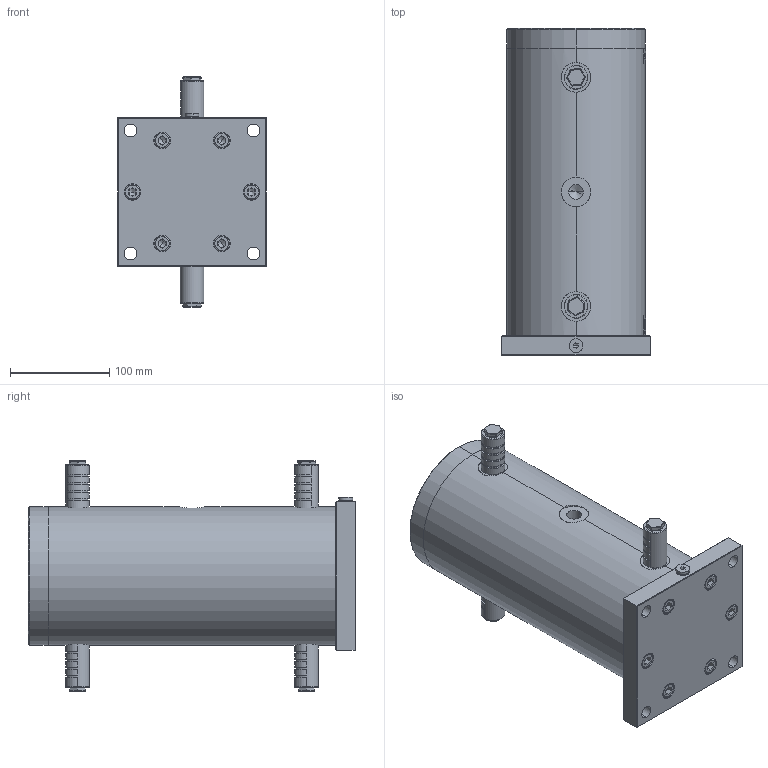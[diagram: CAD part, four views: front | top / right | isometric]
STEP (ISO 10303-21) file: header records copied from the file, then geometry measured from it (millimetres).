
FILE_DESCRIPTION (( 'STEP AP214' ), '1' );
FILE_NAME ('NTS 21-04 Kolbenvibrator #03516000.STEP', '2022-02-11T10:47:41', ( '' ), ( '' ), 'SwSTEP 2.0', 'SolidWorks 2015', '' );
FILE_SCHEMA (( 'AUTOMOTIVE_DESIGN' ));
Length unit declared in the file: millimetre
Products named in the file (1): NTS 21-04 Kolbenvibrator #03516000
Bounding box: 150 x 330 x 232 mm (x, y, z)
Volume: 5271397.9 mm3; surface area: 328837.6 mm2
Topology: 23 solids, 23 shells, 973 faces, 2807 edges, 1964 vertices
Faces by surface type: cylinder 399, plane 342, cone 106, torus 94, sphere 32
Entity records: 42820 total; most frequent: CARTESIAN_POINT 15686, ORIENTED_EDGE 5462, DIRECTION 5140, EDGE_CURVE 2731, AXIS2_PLACEMENT_3D 2039, VERTEX_POINT 1964, EDGE_LOOP 1169, CIRCLE 1065
